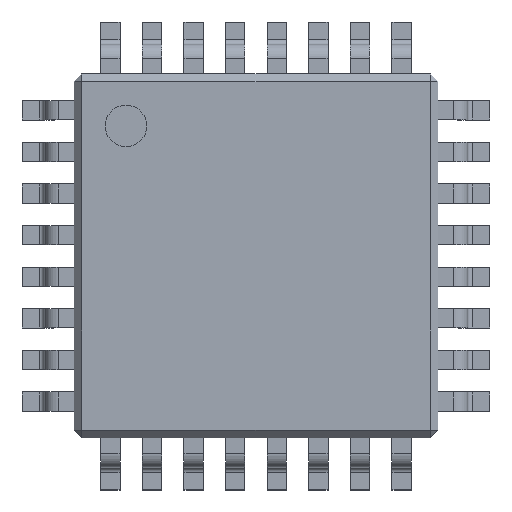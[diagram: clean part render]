
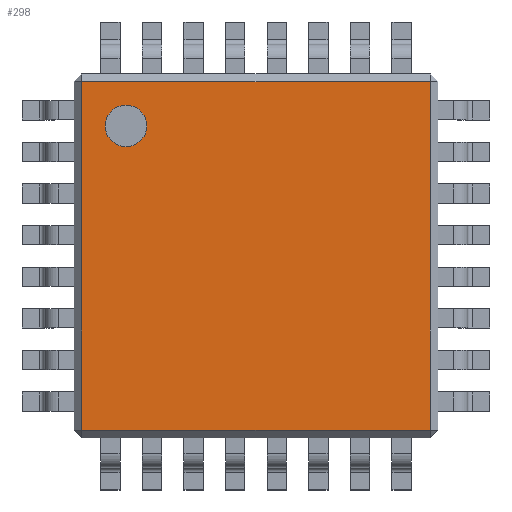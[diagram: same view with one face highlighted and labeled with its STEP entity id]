
A CAD part, top view. The second image highlights one B-rep face of the part: STEP entity #298.
In plain terms, the highlighted planar face has unit normal (0, 0, 1).
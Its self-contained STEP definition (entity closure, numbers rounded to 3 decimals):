
#13=DIRECTION('',(0.,0.,1.));
#14=DIRECTION('',(1.,0.,0.));
#96=VECTOR('',#97,1.);
#97=DIRECTION('',(0.,1.,0.));
#169=VERTEX_POINT('',#170);
#170=CARTESIAN_POINT('',(-3.35,-3.35,1.));
#178=VERTEX_POINT('',#179);
#179=CARTESIAN_POINT('',(-3.35,3.35,1.));
#184=ORIENTED_EDGE('',*,*,#185,.F.);
#185=EDGE_CURVE('',#169,#178,#186,.T.);
#186=LINE('',#187,#96);
#187=CARTESIAN_POINT('',(-3.35,-3.5,1.));
#255=VECTOR('',#14,1.);
#298=ADVANCED_FACE('',(#299,#317),#326,.T.);
#299=FACE_BOUND('',#300,.T.);
#300=EDGE_LOOP('',(#184,#301,#307,#313));
#301=ORIENTED_EDGE('',*,*,#302,.T.);
#302=EDGE_CURVE('',#169,#303,#305,.T.);
#303=VERTEX_POINT('',#304);
#304=CARTESIAN_POINT('',(3.35,-3.35,1.));
#305=LINE('',#306,#255);
#306=CARTESIAN_POINT('',(-3.5,-3.35,1.));
#307=ORIENTED_EDGE('',*,*,#308,.T.);
#308=EDGE_CURVE('',#303,#309,#311,.T.);
#309=VERTEX_POINT('',#310);
#310=CARTESIAN_POINT('',(3.35,3.35,1.));
#311=LINE('',#312,#96);
#312=CARTESIAN_POINT('',(3.35,-3.5,1.));
#313=ORIENTED_EDGE('',*,*,#314,.F.);
#314=EDGE_CURVE('',#178,#309,#315,.T.);
#315=LINE('',#316,#255);
#316=CARTESIAN_POINT('',(-3.5,3.35,1.));
#317=FACE_BOUND('',#318,.T.);
#318=EDGE_LOOP('',(#319));
#319=ORIENTED_EDGE('',*,*,#320,.F.);
#320=EDGE_CURVE('',#321,#321,#323,.T.);
#321=VERTEX_POINT('',#322);
#322=CARTESIAN_POINT('',(-2.1,2.5,1.));
#323=CIRCLE('',#324,0.4);
#324=AXIS2_PLACEMENT_3D('',#325,#13,#14);
#325=CARTESIAN_POINT('',(-2.5,2.5,1.));
#326=PLANE('',#327);
#327=AXIS2_PLACEMENT_3D('',#328,#13,#14);
#328=CARTESIAN_POINT('',(-3.5,-3.5,1.));
